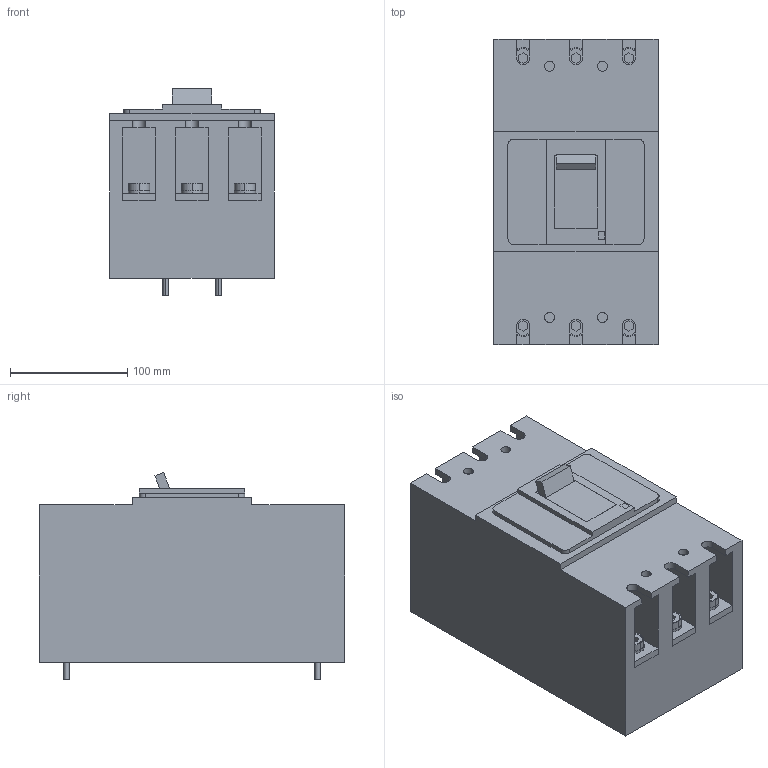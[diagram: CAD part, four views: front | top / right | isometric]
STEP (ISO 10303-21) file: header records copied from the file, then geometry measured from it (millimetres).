
FILE_DESCRIPTION(('CoCreate Modeling STEP Export'),'2;1');
FILE_NAME('Ｈ４００ＮＥ３Ｆ.stp','2016-03-31T13:52:43',(''),(''),'CoCreate Modeling STEP processor for AP214 (Solid Model)','CoCreate Modeling 17.0 01-Apr-2010 (C) Parametric Technology GmbH','');
FILE_SCHEMA(('AUTOMOTIVE_DESIGN { 1 0 10303 214 1 1 1 1 }'));
Length unit declared in the file: millimetre
Products named in the file (5): P4.2; P1; P2.3; P3.3; Ｈ４００ＮＥ３Ｆ
Assembly tree (17 placements, depth 2):
  Ｈ４００ＮＥ３Ｆ
    P4.2  x4
    P3.3  x6
    P2.3  x6
    P1
Bounding box: 140 x 260 x 176.2 mm (x, y, z)
Volume: 4735830.4 mm3; surface area: 263875.1 mm2
Topology: 17 solids, 17 shells, 320 faces, 732 edges, 488 vertices
Faces by surface type: plane 206, cylinder 114
Entity records: 4696 total; most frequent: ORIENTED_EDGE 792, CARTESIAN_POINT 754, DIRECTION 702, EDGE_CURVE 396, VECTOR 278, LINE 278, VERTEX_POINT 264, AXIS2_PLACEMENT_3D 212
